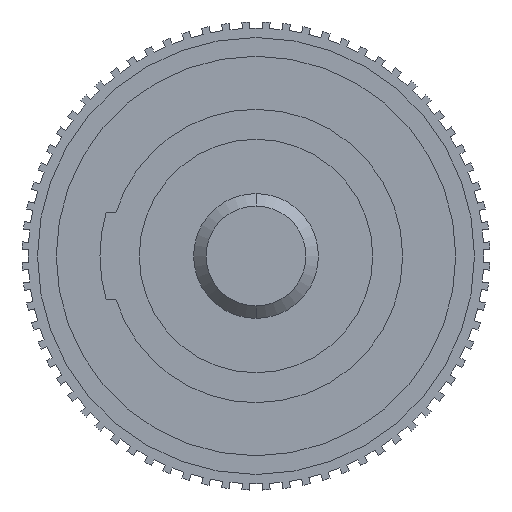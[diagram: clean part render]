
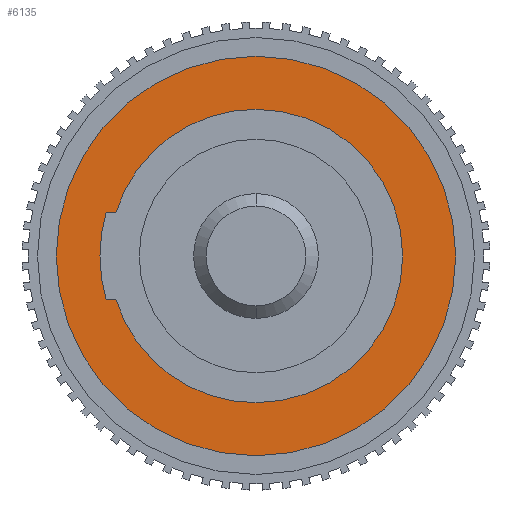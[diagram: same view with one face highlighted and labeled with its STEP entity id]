
A CAD part, front view. The second image highlights one B-rep face of the part: STEP entity #6135.
In plain terms, the highlighted face is planar.
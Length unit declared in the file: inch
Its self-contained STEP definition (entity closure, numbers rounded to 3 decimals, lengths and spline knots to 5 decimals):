
#4800 = VERTEX_POINT ( 'NONE', #13525 ) ;
#4809 = EDGE_CURVE ( 'NONE', #4944, #4810, #13542, .T. ) ;
#4810 = VERTEX_POINT ( 'NONE', #10368 ) ;
#4885 = EDGE_CURVE ( 'NONE', #4929, #4886, #10451, .T. ) ;
#4886 = VERTEX_POINT ( 'NONE', #10424 ) ;
#4929 = VERTEX_POINT ( 'NONE', #10543 ) ;
#4943 = EDGE_CURVE ( 'NONE', #4800, #4944, #10592, .T. ) ;
#4944 = VERTEX_POINT ( 'NONE', #10571 ) ;
#6090 = ORIENTED_EDGE ( 'NONE', *, *, #4943, .F. ) ;
#6091 = ORIENTED_EDGE ( 'NONE', *, *, #6092, .F. ) ;
#6092 = EDGE_CURVE ( 'NONE', #6093, #4800, #12580, .T. ) ;
#6093 = VERTEX_POINT ( 'NONE', #12575 ) ;
#6135 = ADVANCED_FACE ( 'NONE', ( #12750, #12699 ), #12742, .T. ) ;
#6136 = ORIENTED_EDGE ( 'NONE', *, *, #6137, .T. ) ;
#6137 = EDGE_CURVE ( 'NONE', #4886, #4929, #12657, .T. ) ;
#6162 = ORIENTED_EDGE ( 'NONE', *, *, #6163, .F. ) ;
#6163 = EDGE_CURVE ( 'NONE', #4810, #6164, #12724, .T. ) ;
#6164 = VERTEX_POINT ( 'NONE', #12712 ) ;
#6213 = ORIENTED_EDGE ( 'NONE', *, *, #4809, .F. ) ;
#6230 = EDGE_LOOP ( 'NONE', ( #6136, #6235 ) ) ;
#6235 = ORIENTED_EDGE ( 'NONE', *, *, #4885, .T. ) ;
#6236 = EDGE_LOOP ( 'NONE', ( #6162, #6213, #6090, #6091, #6246, #6249 ) ) ;
#6246 = ORIENTED_EDGE ( 'NONE', *, *, #6247, .F. ) ;
#6247 = EDGE_CURVE ( 'NONE', #6248, #6093, #12885, .T. ) ;
#6248 = VERTEX_POINT ( 'NONE', #12881 ) ;
#6249 = ORIENTED_EDGE ( 'NONE', *, *, #6250, .F. ) ;
#6250 = EDGE_CURVE ( 'NONE', #6164, #6248, #12880, .T. ) ;
#10368 = CARTESIAN_POINT ( 'NONE',  ( -0.11217, 0.185, -0.035 ) ) ;
#10424 = CARTESIAN_POINT ( 'NONE',  ( 0., 0.185, 0.16 ) ) ;
#10425 = DIRECTION ( 'NONE',  ( 0., 0., 1. ) ) ;
#10426 = DIRECTION ( 'NONE',  ( 0., 1., 0. ) ) ;
#10427 = CARTESIAN_POINT ( 'NONE',  ( 0., 0.185, 0. ) ) ;
#10450 = AXIS2_PLACEMENT_3D ( 'NONE', #10427, #10426, #10425 ) ;
#10451 = CIRCLE ( 'NONE', #10450, 0.16 ) ;
#10543 = CARTESIAN_POINT ( 'NONE',  ( 0., 0.185, -0.16 ) ) ;
#10571 = CARTESIAN_POINT ( 'NONE',  ( 0., 0.185, -0.1175 ) ) ;
#10588 = DIRECTION ( 'NONE',  ( 0., 0., 1. ) ) ;
#10589 = DIRECTION ( 'NONE',  ( 0., 1., 0. ) ) ;
#10590 = CARTESIAN_POINT ( 'NONE',  ( 0., 0.185, 0. ) ) ;
#10591 = AXIS2_PLACEMENT_3D ( 'NONE', #10590, #10589, #10588 ) ;
#10592 = CIRCLE ( 'NONE', #10591, 0.1175 ) ;
#12575 = CARTESIAN_POINT ( 'NONE',  ( -0.11217, 0.185, 0.035 ) ) ;
#12576 = DIRECTION ( 'NONE',  ( 0., 0., 1. ) ) ;
#12577 = DIRECTION ( 'NONE',  ( 0., 1., 0. ) ) ;
#12578 = CARTESIAN_POINT ( 'NONE',  ( 0., 0.185, 0. ) ) ;
#12579 = AXIS2_PLACEMENT_3D ( 'NONE', #12578, #12577, #12576 ) ;
#12580 = CIRCLE ( 'NONE', #12579, 0.1175 ) ;
#12657 = CIRCLE ( 'NONE', #12708, 0.16 ) ;
#12677 = DIRECTION ( 'NONE',  ( 0., 0., 1. ) ) ;
#12678 = DIRECTION ( 'NONE',  ( 0., 1., 0. ) ) ;
#12698 = CARTESIAN_POINT ( 'NONE',  ( 0., 0.185, 0. ) ) ;
#12699 = FACE_BOUND ( 'NONE', #6236, .T. ) ;
#12700 = AXIS2_PLACEMENT_3D ( 'NONE', #12698, #12706, #12705 ) ;
#12705 = DIRECTION ( 'NONE',  ( 0., 0., 1. ) ) ;
#12706 = DIRECTION ( 'NONE',  ( 0., 1., 0. ) ) ;
#12707 = CARTESIAN_POINT ( 'NONE',  ( 0., 0.185, 0. ) ) ;
#12708 = AXIS2_PLACEMENT_3D ( 'NONE', #12707, #12678, #12677 ) ;
#12712 = CARTESIAN_POINT ( 'NONE',  ( -0.12, 0.185, -0.035 ) ) ;
#12713 = DIRECTION ( 'NONE',  ( -1., 0., 0. ) ) ;
#12714 = VECTOR ( 'NONE', #12713, 39.37008 ) ;
#12715 = CARTESIAN_POINT ( 'NONE',  ( -0.11217, 0.185, -0.035 ) ) ;
#12724 = LINE ( 'NONE', #12715, #12714 ) ;
#12742 = PLANE ( 'NONE',  #12700 ) ;
#12750 = FACE_OUTER_BOUND ( 'NONE', #6230, .T. ) ;
#12876 = DIRECTION ( 'NONE',  ( 0., 0., 1. ) ) ;
#12877 = DIRECTION ( 'NONE',  ( 0., 1., 0. ) ) ;
#12878 = CARTESIAN_POINT ( 'NONE',  ( 0., 0.185, 0. ) ) ;
#12879 = AXIS2_PLACEMENT_3D ( 'NONE', #12878, #12877, #12876 ) ;
#12880 = CIRCLE ( 'NONE', #12879, 0.125 ) ;
#12881 = CARTESIAN_POINT ( 'NONE',  ( -0.12, 0.185, 0.035 ) ) ;
#12882 = DIRECTION ( 'NONE',  ( 1., 0., 0. ) ) ;
#12883 = VECTOR ( 'NONE', #12882, 39.37008 ) ;
#12884 = CARTESIAN_POINT ( 'NONE',  ( -0.11217, 0.185, 0.035 ) ) ;
#12885 = LINE ( 'NONE', #12884, #12883 ) ;
#13525 = CARTESIAN_POINT ( 'NONE',  ( 0., 0.185, 0.1175 ) ) ;
#13528 = CARTESIAN_POINT ( 'NONE',  ( 0., 0.185, 0. ) ) ;
#13539 = DIRECTION ( 'NONE',  ( 0., 0., 1. ) ) ;
#13540 = DIRECTION ( 'NONE',  ( 0., 1., 0. ) ) ;
#13541 = AXIS2_PLACEMENT_3D ( 'NONE', #13528, #13540, #13539 ) ;
#13542 = CIRCLE ( 'NONE', #13541, 0.1175 ) ;
